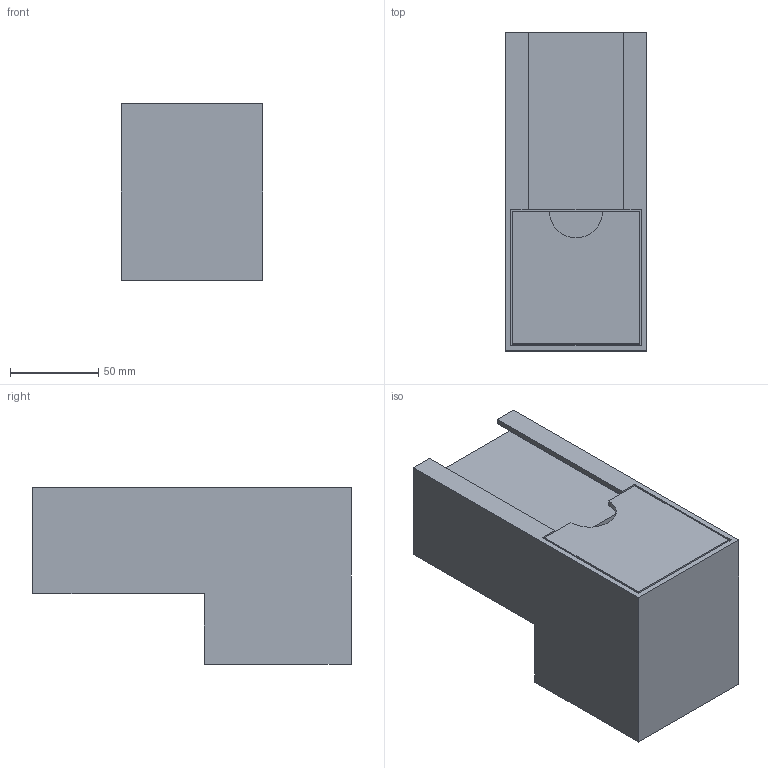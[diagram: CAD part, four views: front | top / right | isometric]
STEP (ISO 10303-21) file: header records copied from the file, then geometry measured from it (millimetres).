
FILE_DESCRIPTION(/* description */ ('KiCad electronic assembly','CAx-IF Rec.Pracs.---Representation and Presentation of Product Manufacturing Information (PMI)---4.0---2014-10-13'),/* implementation_level */ '2;1');
FILE_NAME(/* name */ 'Sensor_enclosure v5.step',/* time_stamp */ '2025-03-04T22:09:17-08:00',/* author */ (''),/* organization */ (''),/* preprocessor_version */ 'ST-DEVELOPER v20',/* originating_system */ 'Autodesk Translation Framework v13.20.0.188',/* authorisation */ '');
FILE_SCHEMA (('AP242_MANAGED_MODEL_BASED_3D_ENGINEERING_MIM_LF { 1 0 10303 442 1 1 4 }'));
Length unit declared in the file: millimetre
Products named in the file (3): 514_final_sensor_pcb 1; 514_final_sensor_pcb_PCB; Drawer
Assembly tree (2 placements, depth 2):
  514_final_sensor_pcb 1
    514_final_sensor_pcb_PCB
    Drawer
Bounding box: 80 x 180 x 100 mm (x, y, z)
Volume: 294243.1 mm3; surface area: 202685.7 mm2
Topology: 8 solids, 8 shells, 124 faces, 316 edges, 210 vertices
Faces by surface type: plane 79, cylinder 41, cone 4
Full cylindrical faces by diameter (mm): 0.65 x2, 0.75 x2, 1 x3, 1.016 x14, 2.5 x2, 3 x4, 3.4 x4, 8.5 x3
Entity records: 3966 total; most frequent: DIRECTION 660, CARTESIAN_POINT 657, ORIENTED_EDGE 632, EDGE_CURVE 316, LINE 228, VECTOR 228, AXIS2_PLACEMENT_3D 216, VERTEX_POINT 210
